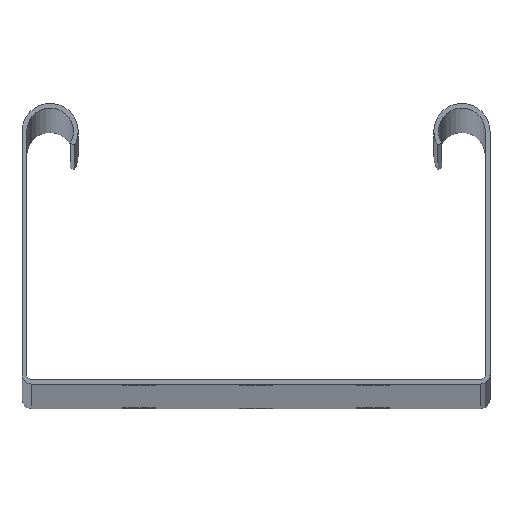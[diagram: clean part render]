
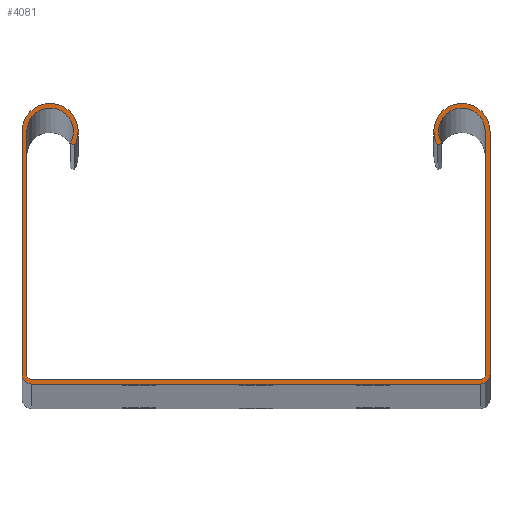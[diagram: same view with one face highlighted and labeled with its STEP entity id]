
A CAD part, top view. The second image highlights one B-rep face of the part: STEP entity #4081.
In plain terms, the highlighted planar face has unit normal (0, 0, 1).
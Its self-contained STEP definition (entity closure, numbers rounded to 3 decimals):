
#1578=CARTESIAN_POINT('',(-44.,53.,1500.));
#1579=DIRECTION('',(0.,0.,1.));
#1580=DIRECTION('',(0.866,-0.5,0.));
#1581=AXIS2_PLACEMENT_3D('',#1578,#1579,#1580);
#1583=DIRECTION('',(0.866,-0.5,0.));
#1584=VECTOR('',#1583,1.);
#1585=CARTESIAN_POINT('',(-39.67,50.5,1500.));
#1586=LINE('',#1585,#1584);
#1587=CARTESIAN_POINT('',(-44.,53.,1500.));
#1588=DIRECTION('',(0.,0.,-1.));
#1589=DIRECTION('',(-1.,0.,0.));
#1590=AXIS2_PLACEMENT_3D('',#1587,#1588,#1589);
#1592=DIRECTION('',(0.,1.,0.));
#1593=VECTOR('',#1592,52.);
#1594=CARTESIAN_POINT('',(-49.,1.,1500.));
#1595=LINE('',#1594,#1593);
#1596=CARTESIAN_POINT('',(-48.,1.,1500.));
#1597=DIRECTION('',(0.,0.,-1.));
#1598=DIRECTION('',(0.,-1.,0.));
#1599=AXIS2_PLACEMENT_3D('',#1596,#1597,#1598);
#1601=DIRECTION('',(-1.,0.,0.));
#1602=VECTOR('',#1601,96.);
#1603=CARTESIAN_POINT('',(48.,0.,1500.));
#1604=LINE('',#1603,#1602);
#1605=CARTESIAN_POINT('',(48.,1.,1500.));
#1606=DIRECTION('',(0.,0.,-1.));
#1607=DIRECTION('',(1.,0.,0.));
#1608=AXIS2_PLACEMENT_3D('',#1605,#1606,#1607);
#1610=DIRECTION('',(0.,-1.,0.));
#1611=VECTOR('',#1610,52.);
#1612=CARTESIAN_POINT('',(49.,53.,1500.));
#1613=LINE('',#1612,#1611);
#1614=CARTESIAN_POINT('',(44.,53.,1500.));
#1615=DIRECTION('',(0.,0.,-1.));
#1616=DIRECTION('',(-0.866,-0.5,0.));
#1617=AXIS2_PLACEMENT_3D('',#1614,#1615,#1616);
#1619=DIRECTION('',(0.866,0.5,0.));
#1620=VECTOR('',#1619,1.);
#1621=CARTESIAN_POINT('',(38.804,50.,1500.));
#1622=LINE('',#1621,#1620);
#1623=CARTESIAN_POINT('',(44.,53.,1500.));
#1624=DIRECTION('',(0.,0.,1.));
#1625=DIRECTION('',(1.,0.,0.));
#1626=AXIS2_PLACEMENT_3D('',#1623,#1624,#1625);
#1628=DIRECTION('',(0.,1.,0.));
#1629=VECTOR('',#1628,52.);
#1630=CARTESIAN_POINT('',(50.,1.,1500.));
#1631=LINE('',#1630,#1629);
#1632=CARTESIAN_POINT('',(48.,1.,1500.));
#1633=DIRECTION('',(0.,0.,1.));
#1634=DIRECTION('',(0.,-1.,0.));
#1635=AXIS2_PLACEMENT_3D('',#1632,#1633,#1634);
#1637=DIRECTION('',(1.,0.,0.));
#1638=VECTOR('',#1637,96.);
#1639=CARTESIAN_POINT('',(-48.,-1.,1500.));
#1640=LINE('',#1639,#1638);
#1641=CARTESIAN_POINT('',(-48.,1.,1500.));
#1642=DIRECTION('',(0.,0.,1.));
#1643=DIRECTION('',(-1.,0.,0.));
#1644=AXIS2_PLACEMENT_3D('',#1641,#1642,#1643);
#1646=DIRECTION('',(0.,-1.,0.));
#1647=VECTOR('',#1646,52.);
#1648=CARTESIAN_POINT('',(-50.,53.,1500.));
#1649=LINE('',#1648,#1647);
#2322=CARTESIAN_POINT('',(-38.804,50.,1500.));
#2323=CARTESIAN_POINT('',(-50.,53.,1500.));
#2324=VERTEX_POINT('',#2322);
#2325=VERTEX_POINT('',#2323);
#2326=CARTESIAN_POINT('',(-50.,1.,1500.));
#2327=VERTEX_POINT('',#2326);
#2328=CARTESIAN_POINT('',(-48.,-1.,1500.));
#2329=VERTEX_POINT('',#2328);
#2330=CARTESIAN_POINT('',(48.,-1.,1500.));
#2331=VERTEX_POINT('',#2330);
#2332=CARTESIAN_POINT('',(50.,1.,1500.));
#2333=VERTEX_POINT('',#2332);
#2334=CARTESIAN_POINT('',(50.,53.,1500.));
#2335=VERTEX_POINT('',#2334);
#2336=CARTESIAN_POINT('',(38.804,50.,1500.));
#2337=VERTEX_POINT('',#2336);
#2338=CARTESIAN_POINT('',(39.67,50.5,1500.));
#2339=VERTEX_POINT('',#2338);
#2340=CARTESIAN_POINT('',(49.,53.,1500.));
#2341=VERTEX_POINT('',#2340);
#2342=CARTESIAN_POINT('',(49.,1.,1500.));
#2343=VERTEX_POINT('',#2342);
#2344=CARTESIAN_POINT('',(48.,0.,1500.));
#2345=VERTEX_POINT('',#2344);
#2346=CARTESIAN_POINT('',(-48.,0.,1500.));
#2347=VERTEX_POINT('',#2346);
#2348=CARTESIAN_POINT('',(-49.,1.,1500.));
#2349=VERTEX_POINT('',#2348);
#2350=CARTESIAN_POINT('',(-49.,53.,1500.));
#2351=VERTEX_POINT('',#2350);
#2352=CARTESIAN_POINT('',(-39.67,50.5,1500.));
#2353=VERTEX_POINT('',#2352);
#4058=CARTESIAN_POINT('',(0.,0.,1500.));
#4059=DIRECTION('',(0.,0.,1.));
#4060=DIRECTION('',(1.,0.,0.));
#4061=AXIS2_PLACEMENT_3D('',#4058,#4059,#4060);
#4062=PLANE('',#4061);
#4063=ORIENTED_EDGE('',*,*,#3042,.F.);
#4064=ORIENTED_EDGE('',*,*,#3057,.F.);
#4065=ORIENTED_EDGE('',*,*,#3071,.F.);
#4066=ORIENTED_EDGE('',*,*,#3085,.F.);
#4067=ORIENTED_EDGE('',*,*,#3219,.F.);
#4068=ORIENTED_EDGE('',*,*,#3233,.F.);
#4069=ORIENTED_EDGE('',*,*,#3407,.F.);
#4070=ORIENTED_EDGE('',*,*,#3421,.F.);
#4071=ORIENTED_EDGE('',*,*,#3555,.F.);
#4072=ORIENTED_EDGE('',*,*,#3569,.F.);
#4073=ORIENTED_EDGE('',*,*,#3583,.F.);
#4074=ORIENTED_EDGE('',*,*,#3597,.F.);
#4075=ORIENTED_EDGE('',*,*,#3731,.F.);
#4076=ORIENTED_EDGE('',*,*,#3745,.F.);
#4077=ORIENTED_EDGE('',*,*,#3919,.F.);
#4078=ORIENTED_EDGE('',*,*,#3932,.F.);
#4079=EDGE_LOOP('',(#4063,#4064,#4065,#4066,#4067,#4068,#4069,#4070,#4071,#4072,
#4073,#4074,#4075,#4076,#4077,#4078));
#4080=FACE_OUTER_BOUND('',#4079,.F.);
#4081=ADVANCED_FACE('',(#4080),#4062,.T.);
#1582=CIRCLE('',#1581,6.);
#1591=CIRCLE('',#1590,5.);
#1600=CIRCLE('',#1599,1.);
#1609=CIRCLE('',#1608,1.);
#1618=CIRCLE('',#1617,5.);
#1627=CIRCLE('',#1626,6.);
#1636=CIRCLE('',#1635,2.);
#1645=CIRCLE('',#1644,2.);
#3042=EDGE_CURVE('',#2324,#2325,#1582,.T.);
#3057=EDGE_CURVE('',#2353,#2324,#1586,.T.);
#3071=EDGE_CURVE('',#2351,#2353,#1591,.T.);
#3085=EDGE_CURVE('',#2349,#2351,#1595,.T.);
#3219=EDGE_CURVE('',#2347,#2349,#1600,.T.);
#3233=EDGE_CURVE('',#2345,#2347,#1604,.T.);
#3407=EDGE_CURVE('',#2343,#2345,#1609,.T.);
#3421=EDGE_CURVE('',#2341,#2343,#1613,.T.);
#3555=EDGE_CURVE('',#2339,#2341,#1618,.T.);
#3569=EDGE_CURVE('',#2337,#2339,#1622,.T.);
#3583=EDGE_CURVE('',#2335,#2337,#1627,.T.);
#3597=EDGE_CURVE('',#2333,#2335,#1631,.T.);
#3731=EDGE_CURVE('',#2331,#2333,#1636,.T.);
#3745=EDGE_CURVE('',#2329,#2331,#1640,.T.);
#3919=EDGE_CURVE('',#2327,#2329,#1645,.T.);
#3932=EDGE_CURVE('',#2325,#2327,#1649,.T.);
